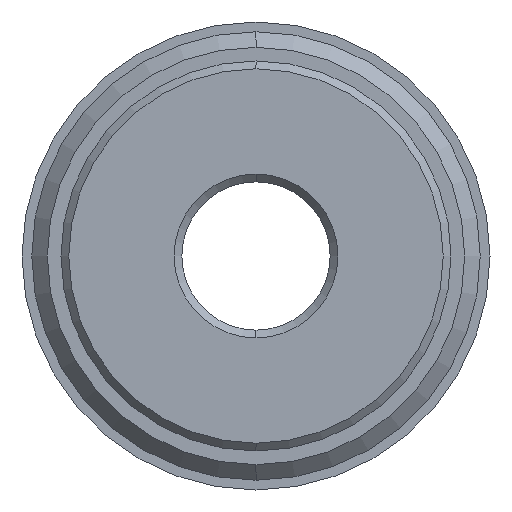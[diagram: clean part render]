
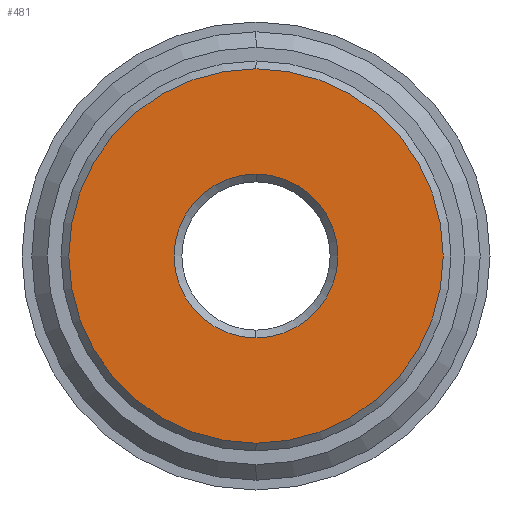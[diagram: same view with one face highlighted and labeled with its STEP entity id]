
A CAD part, left-side view. The second image highlights one B-rep face of the part: STEP entity #481.
In plain terms, the highlighted planar face has unit normal (-1, 0, 0).
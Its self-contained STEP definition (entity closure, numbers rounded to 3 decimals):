
#55 = CARTESIAN_POINT ( 'NONE',  ( 0., 0., -24. ) ) ;
#56 = CARTESIAN_POINT ( 'NONE',  ( 0., 0., -10.5 ) ) ;
#57 = CARTESIAN_POINT ( 'NONE',  ( 0., 0., 10.5 ) ) ;
#59 = CARTESIAN_POINT ( 'NONE',  ( 0., 0., 24. ) ) ;
#110 = DIRECTION ( 'NONE',  ( 0., 0., -1. ) ) ;
#111 = DIRECTION ( 'NONE',  ( 1., 0., 0. ) ) ;
#116 = PLANE ( 'NONE',  #309 ) ;
#117 = CARTESIAN_POINT ( 'NONE',  ( 0., 9.5, 0. ) ) ;
#206 = DIRECTION ( 'NONE',  ( 0., 0., -1. ) ) ;
#211 = DIRECTION ( 'NONE',  ( -1., 0., 0. ) ) ;
#212 = DIRECTION ( 'NONE',  ( 1., 0., 0. ) ) ;
#218 = CARTESIAN_POINT ( 'NONE',  ( 0., 0., 0. ) ) ;
#226 = DIRECTION ( 'NONE',  ( 0., 0., -1. ) ) ;
#229 = CARTESIAN_POINT ( 'NONE',  ( 0., 0., 0. ) ) ;
#309 = AXIS2_PLACEMENT_3D ( 'NONE', #117, #111, #110 ) ;
#357 = AXIS2_PLACEMENT_3D ( 'NONE', #218, #211, #206 ) ;
#358 = AXIS2_PLACEMENT_3D ( 'NONE', #229, #212, #226 ) ;
#369 = AXIS2_PLACEMENT_3D ( 'NONE', #574, #570, #569 ) ;
#370 = AXIS2_PLACEMENT_3D ( 'NONE', #581, #580, #578 ) ;
#404 = EDGE_CURVE ( 'NONE', #838, #839, #790, .T. ) ;
#406 = EDGE_CURVE ( 'NONE', #836, #840, #784, .T. ) ;
#433 = EDGE_CURVE ( 'NONE', #839, #838, #745, .T. ) ;
#434 = EDGE_CURVE ( 'NONE', #840, #836, #738, .T. ) ;
#481 = ADVANCED_FACE ( 'NONE', ( #694, #626 ), #116, .F. ) ;
#569 = DIRECTION ( 'NONE',  ( 0., 0., -1. ) ) ;
#570 = DIRECTION ( 'NONE',  ( -1., 0., 0. ) ) ;
#574 = CARTESIAN_POINT ( 'NONE',  ( 0., 0., 0. ) ) ;
#578 = DIRECTION ( 'NONE',  ( 0., 0., -1. ) ) ;
#580 = DIRECTION ( 'NONE',  ( 1., 0., 0. ) ) ;
#581 = CARTESIAN_POINT ( 'NONE',  ( 0., 0., 0. ) ) ;
#626 = FACE_OUTER_BOUND ( 'NONE', #881, .T. ) ;
#694 = FACE_BOUND ( 'NONE', #876, .T. ) ;
#738 = CIRCLE ( 'NONE', #357, 24. ) ;
#745 = CIRCLE ( 'NONE', #358, 10.5 ) ;
#784 = CIRCLE ( 'NONE', #369, 24. ) ;
#790 = CIRCLE ( 'NONE', #370, 10.5 ) ;
#836 = VERTEX_POINT ( 'NONE', #59 ) ;
#838 = VERTEX_POINT ( 'NONE', #57 ) ;
#839 = VERTEX_POINT ( 'NONE', #56 ) ;
#840 = VERTEX_POINT ( 'NONE', #55 ) ;
#876 = EDGE_LOOP ( 'NONE', ( #972, #973 ) ) ;
#881 = EDGE_LOOP ( 'NONE', ( #974, #975 ) ) ;
#972 = ORIENTED_EDGE ( 'NONE', *, *, #404, .T. ) ;
#973 = ORIENTED_EDGE ( 'NONE', *, *, #433, .T. ) ;
#974 = ORIENTED_EDGE ( 'NONE', *, *, #434, .T. ) ;
#975 = ORIENTED_EDGE ( 'NONE', *, *, #406, .T. ) ;
